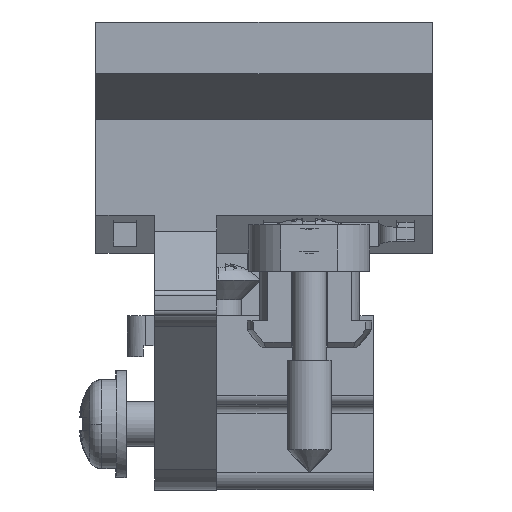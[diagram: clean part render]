
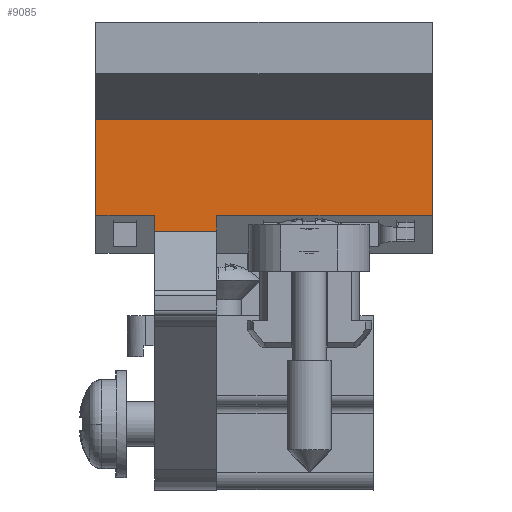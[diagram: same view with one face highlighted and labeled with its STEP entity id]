
A CAD part, front view. The second image highlights one B-rep face of the part: STEP entity #9085.
In plain terms, the highlighted planar face has unit normal (0, -1, 0).
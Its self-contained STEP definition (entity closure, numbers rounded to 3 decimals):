
#9001=CARTESIAN_POINT('Vertex',(-0.12,7.7,4.745)) ;
#9004=CARTESIAN_POINT('Line Origine',(-1.87,7.7,4.745)) ;
#9008=CARTESIAN_POINT('Vertex',(-3.62,7.7,4.745)) ;
#9023=CARTESIAN_POINT('Axis2P3D Location',(-6.92,7.7,11.)) ;
#9028=CARTESIAN_POINT('Line Origine',(2.53,7.7,11.)) ;
#9032=CARTESIAN_POINT('Vertex',(11.98,7.7,11.)) ;
#9034=CARTESIAN_POINT('Vertex',(-6.92,7.7,11.)) ;
#9037=CARTESIAN_POINT('Line Origine',(-6.92,7.7,8.322)) ;
#9041=CARTESIAN_POINT('Vertex',(-6.92,7.7,5.644)) ;
#9044=CARTESIAN_POINT('Line Origine',(-5.27,7.7,5.644)) ;
#9048=CARTESIAN_POINT('Vertex',(-3.62,7.7,5.644)) ;
#9051=CARTESIAN_POINT('Line Origine',(-3.62,7.7,5.194)) ;
#9056=CARTESIAN_POINT('Line Origine',(-0.12,7.7,5.194)) ;
#9060=CARTESIAN_POINT('Vertex',(-0.12,7.7,5.644)) ;
#9063=CARTESIAN_POINT('Line Origine',(5.93,7.7,5.644)) ;
#9067=CARTESIAN_POINT('Vertex',(11.98,7.7,5.644)) ;
#9070=CARTESIAN_POINT('Line Origine',(11.98,7.7,8.322)) ;
#9006=VECTOR('Line Direction',#9005,1.) ;
#9030=VECTOR('Line Direction',#9029,1.) ;
#9039=VECTOR('Line Direction',#9038,1.) ;
#9046=VECTOR('Line Direction',#9045,1.) ;
#9053=VECTOR('Line Direction',#9052,1.) ;
#9058=VECTOR('Line Direction',#9057,1.) ;
#9065=VECTOR('Line Direction',#9064,1.) ;
#9072=VECTOR('Line Direction',#9071,1.) ;
#9005=DIRECTION('Vector Direction',(1.,0.,0.)) ;
#9024=DIRECTION('Axis2P3D Direction',(0.,-1.,0.)) ;
#9025=DIRECTION('Axis2P3D XDirection',(0.,0.,-1.)) ;
#9029=DIRECTION('Vector Direction',(-1.,0.,0.)) ;
#9038=DIRECTION('Vector Direction',(0.,0.,1.)) ;
#9045=DIRECTION('Vector Direction',(1.,0.,0.)) ;
#9052=DIRECTION('Vector Direction',(0.,0.,-1.)) ;
#9057=DIRECTION('Vector Direction',(0.,0.,1.)) ;
#9064=DIRECTION('Vector Direction',(1.,0.,0.)) ;
#9071=DIRECTION('Vector Direction',(0.,0.,-1.)) ;
#9026=AXIS2_PLACEMENT_3D('Plane Axis2P3D',#9023,#9024,#9025) ;
#9007=LINE('Line',#9004,#9006) ;
#9031=LINE('Line',#9028,#9030) ;
#9040=LINE('Line',#9037,#9039) ;
#9047=LINE('Line',#9044,#9046) ;
#9054=LINE('Line',#9051,#9053) ;
#9059=LINE('Line',#9056,#9058) ;
#9066=LINE('Line',#9063,#9065) ;
#9073=LINE('Line',#9070,#9072) ;
#9027=PLANE('',#9026) ;
#9010=EDGE_CURVE('',#9009,#9002,#9007,.T.) ;
#9036=EDGE_CURVE('',#9033,#9035,#9031,.T.) ;
#9043=EDGE_CURVE('',#9042,#9035,#9040,.T.) ;
#9050=EDGE_CURVE('',#9042,#9049,#9047,.T.) ;
#9055=EDGE_CURVE('',#9049,#9009,#9054,.T.) ;
#9062=EDGE_CURVE('',#9002,#9061,#9059,.T.) ;
#9069=EDGE_CURVE('',#9061,#9068,#9066,.T.) ;
#9074=EDGE_CURVE('',#9033,#9068,#9073,.T.) ;
#9076=ORIENTED_EDGE('',*,*,#9036,.T.) ;
#9077=ORIENTED_EDGE('',*,*,#9043,.F.) ;
#9078=ORIENTED_EDGE('',*,*,#9050,.T.) ;
#9079=ORIENTED_EDGE('',*,*,#9055,.T.) ;
#9080=ORIENTED_EDGE('',*,*,#9010,.T.) ;
#9081=ORIENTED_EDGE('',*,*,#9062,.T.) ;
#9082=ORIENTED_EDGE('',*,*,#9069,.T.) ;
#9083=ORIENTED_EDGE('',*,*,#9074,.F.) ;
#9075=EDGE_LOOP('',(#9076,#9077,#9078,#9079,#9080,#9081,#9082,#9083)) ;
#9002=VERTEX_POINT('',#9001) ;
#9009=VERTEX_POINT('',#9008) ;
#9033=VERTEX_POINT('',#9032) ;
#9035=VERTEX_POINT('',#9034) ;
#9042=VERTEX_POINT('',#9041) ;
#9049=VERTEX_POINT('',#9048) ;
#9061=VERTEX_POINT('',#9060) ;
#9068=VERTEX_POINT('',#9067) ;
#9085=ADVANCED_FACE('20817443_3',(#9084),#9027,.T.) ;
#9084=FACE_OUTER_BOUND('',#9075,.T.) ;
